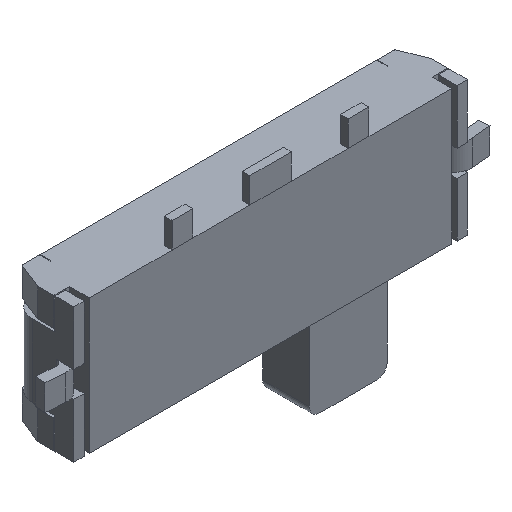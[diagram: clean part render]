
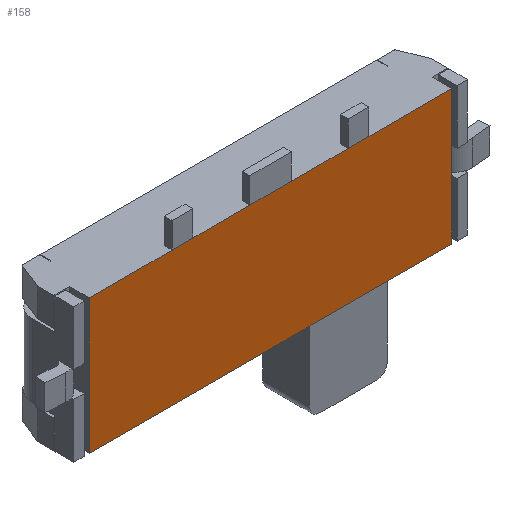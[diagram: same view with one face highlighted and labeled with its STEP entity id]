
A CAD part, isometric view. The second image highlights one B-rep face of the part: STEP entity #158.
In plain terms, the highlighted planar face has unit normal (0, 1, 0).
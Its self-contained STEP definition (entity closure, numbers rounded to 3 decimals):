
#13 = VERTEX_POINT ( 'NONE', #403 ) ;
#130 = CARTESIAN_POINT ( 'NONE',  ( 1.5, 0., 1.3 ) ) ;
#158 = ADVANCED_FACE ( 'NONE', ( #3063 ), #1683, .T. ) ;
#267 = VECTOR ( 'NONE', #3127, 1000. ) ;
#377 = VECTOR ( 'NONE', #409, 1000. ) ;
#403 = CARTESIAN_POINT ( 'NONE',  ( -3.5, 0., 1.3 ) ) ;
#409 = DIRECTION ( 'NONE',  ( 0., 0., -1. ) ) ;
#473 = LINE ( 'NONE', #496, #1906 ) ;
#496 = CARTESIAN_POINT ( 'NONE',  ( 0., 0., -1.3 ) ) ;
#497 = EDGE_CURVE ( 'NONE', #1657, #1603, #3440, .T. ) ;
#555 = EDGE_CURVE ( 'NONE', #2080, #4702, #3791, .T. ) ;
#714 = CARTESIAN_POINT ( 'NONE',  ( -0.4, 0., 1.3 ) ) ;
#728 = CARTESIAN_POINT ( 'NONE',  ( -1.9, 0., 1.3 ) ) ;
#761 = CARTESIAN_POINT ( 'NONE',  ( 0., 0., 1.3 ) ) ;
#799 = EDGE_CURVE ( 'NONE', #969, #13, #916, .T. ) ;
#818 = DIRECTION ( 'NONE',  ( 1., 0., 0. ) ) ;
#822 = VECTOR ( 'NONE', #2407, 1000. ) ;
#851 = CARTESIAN_POINT ( 'NONE',  ( -3.5, 0., 0. ) ) ;
#891 = DIRECTION ( 'NONE',  ( 1., 0., 0. ) ) ;
#916 = LINE ( 'NONE', #851, #4861 ) ;
#969 = VERTEX_POINT ( 'NONE', #1858 ) ;
#971 = ORIENTED_EDGE ( 'NONE', *, *, #4226, .T. ) ;
#1179 = CARTESIAN_POINT ( 'NONE',  ( 3.5, 0., -1.3 ) ) ;
#1244 = CARTESIAN_POINT ( 'NONE',  ( 3.5, 0., 0. ) ) ;
#1257 = ORIENTED_EDGE ( 'NONE', *, *, #5296, .T. ) ;
#1364 = LINE ( 'NONE', #3686, #822 ) ;
#1373 = DIRECTION ( 'NONE',  ( 0., 1., 0. ) ) ;
#1603 = VERTEX_POINT ( 'NONE', #4971 ) ;
#1657 = VERTEX_POINT ( 'NONE', #130 ) ;
#1668 = VERTEX_POINT ( 'NONE', #5268 ) ;
#1683 = PLANE ( 'NONE',  #2809 ) ;
#1724 = ORIENTED_EDGE ( 'NONE', *, *, #555, .T. ) ;
#1858 = CARTESIAN_POINT ( 'NONE',  ( -3.5, 0., -1.3 ) ) ;
#1869 = ORIENTED_EDGE ( 'NONE', *, *, #3985, .T. ) ;
#1906 = VECTOR ( 'NONE', #4892, 1000. ) ;
#1920 = ORIENTED_EDGE ( 'NONE', *, *, #4039, .T. ) ;
#2013 = LINE ( 'NONE', #5132, #5020 ) ;
#2080 = VERTEX_POINT ( 'NONE', #4323 ) ;
#2246 = DIRECTION ( 'NONE',  ( 0., 0., 1. ) ) ;
#2407 = DIRECTION ( 'NONE',  ( 1., 0., 0. ) ) ;
#2572 = LINE ( 'NONE', #5318, #267 ) ;
#2809 = AXIS2_PLACEMENT_3D ( 'NONE', #4401, #1373, #2246 ) ;
#2967 = LINE ( 'NONE', #3323, #3848 ) ;
#3056 = VERTEX_POINT ( 'NONE', #1179 ) ;
#3063 = FACE_OUTER_BOUND ( 'NONE', #4365, .T. ) ;
#3079 = VERTEX_POINT ( 'NONE', #728 ) ;
#3127 = DIRECTION ( 'NONE',  ( 1., 0., 0. ) ) ;
#3296 = LINE ( 'NONE', #1244, #377 ) ;
#3323 = CARTESIAN_POINT ( 'NONE',  ( 0., 0., 1.3 ) ) ;
#3349 = ORIENTED_EDGE ( 'NONE', *, *, #799, .T. ) ;
#3397 = DIRECTION ( 'NONE',  ( 0., 0., 1. ) ) ;
#3440 = LINE ( 'NONE', #4634, #4885 ) ;
#3520 = LINE ( 'NONE', #761, #4804 ) ;
#3686 = CARTESIAN_POINT ( 'NONE',  ( 0., 0., 1.3 ) ) ;
#3791 = LINE ( 'NONE', #4290, #4259 ) ;
#3848 = VECTOR ( 'NONE', #5058, 1000. ) ;
#3985 = EDGE_CURVE ( 'NONE', #13, #3079, #2013, .T. ) ;
#4039 = EDGE_CURVE ( 'NONE', #4874, #3056, #3296, .T. ) ;
#4166 = ORIENTED_EDGE ( 'NONE', *, *, #4484, .T. ) ;
#4226 = EDGE_CURVE ( 'NONE', #1603, #4874, #1364, .T. ) ;
#4259 = VECTOR ( 'NONE', #891, 1000. ) ;
#4290 = CARTESIAN_POINT ( 'NONE',  ( 0., 0., 1.3 ) ) ;
#4323 = CARTESIAN_POINT ( 'NONE',  ( -1.5, 0., 1.3 ) ) ;
#4352 = EDGE_CURVE ( 'NONE', #3056, #969, #473, .T. ) ;
#4358 = ORIENTED_EDGE ( 'NONE', *, *, #4352, .T. ) ;
#4365 = EDGE_LOOP ( 'NONE', ( #1920, #4358, #3349, #1869, #4166, #1724, #1257, #4834, #4390, #971 ) ) ;
#4390 = ORIENTED_EDGE ( 'NONE', *, *, #497, .T. ) ;
#4401 = CARTESIAN_POINT ( 'NONE',  ( 0., 0., 0. ) ) ;
#4484 = EDGE_CURVE ( 'NONE', #3079, #2080, #2572, .T. ) ;
#4634 = CARTESIAN_POINT ( 'NONE',  ( 0., 0., 1.3 ) ) ;
#4675 = DIRECTION ( 'NONE',  ( 1., 0., 0. ) ) ;
#4702 = VERTEX_POINT ( 'NONE', #714 ) ;
#4804 = VECTOR ( 'NONE', #5501, 1000. ) ;
#4834 = ORIENTED_EDGE ( 'NONE', *, *, #5332, .T. ) ;
#4861 = VECTOR ( 'NONE', #3397, 1000. ) ;
#4874 = VERTEX_POINT ( 'NONE', #5556 ) ;
#4885 = VECTOR ( 'NONE', #4675, 1000. ) ;
#4892 = DIRECTION ( 'NONE',  ( -1., 0., 0. ) ) ;
#4971 = CARTESIAN_POINT ( 'NONE',  ( 1.9, 0., 1.3 ) ) ;
#5020 = VECTOR ( 'NONE', #818, 1000. ) ;
#5058 = DIRECTION ( 'NONE',  ( 1., 0., 0. ) ) ;
#5132 = CARTESIAN_POINT ( 'NONE',  ( 0., 0., 1.3 ) ) ;
#5268 = CARTESIAN_POINT ( 'NONE',  ( 0.4, 0., 1.3 ) ) ;
#5296 = EDGE_CURVE ( 'NONE', #4702, #1668, #2967, .T. ) ;
#5318 = CARTESIAN_POINT ( 'NONE',  ( 0., 0., 1.3 ) ) ;
#5332 = EDGE_CURVE ( 'NONE', #1668, #1657, #3520, .T. ) ;
#5501 = DIRECTION ( 'NONE',  ( 1., 0., 0. ) ) ;
#5556 = CARTESIAN_POINT ( 'NONE',  ( 3.5, 0., 1.3 ) ) ;
